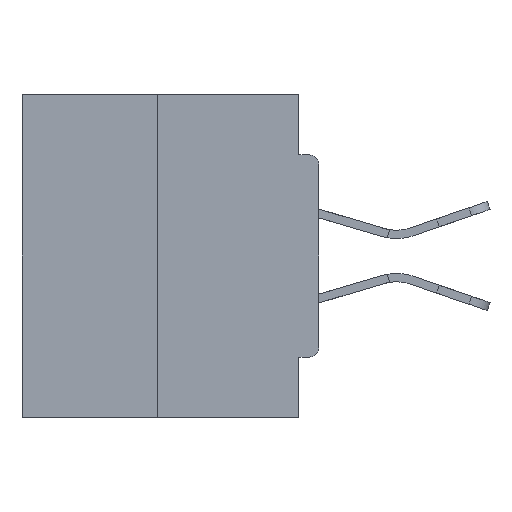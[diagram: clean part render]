
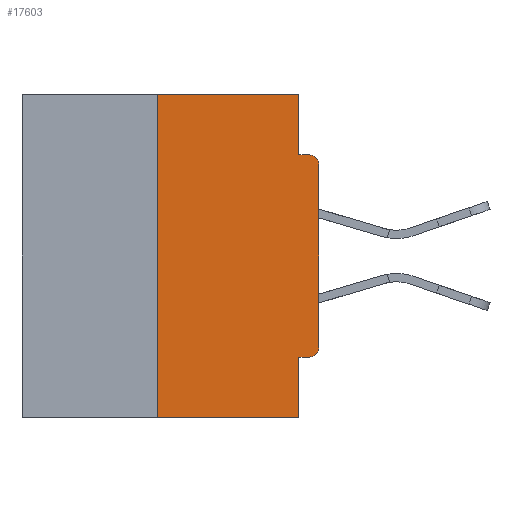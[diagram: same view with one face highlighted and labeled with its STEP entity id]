
A CAD part, left-side view. The second image highlights one B-rep face of the part: STEP entity #17603.
In plain terms, the highlighted planar face has unit normal (-1, 0, 0).
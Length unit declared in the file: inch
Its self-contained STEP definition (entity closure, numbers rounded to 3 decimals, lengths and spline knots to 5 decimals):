
#249 = VECTOR ( 'NONE', #29207, 39.37008 ) ;
#600 = VECTOR ( 'NONE', #19079, 39.37008 ) ;
#1073 = LINE ( 'NONE', #23115, #7120 ) ;
#1321 = EDGE_CURVE ( 'NONE', #14823, #34313, #22400, .T. ) ;
#1412 = ORIENTED_EDGE ( 'NONE', *, *, #7080, .T. ) ;
#1631 = CARTESIAN_POINT ( 'NONE',  ( 0., 0., 0. ) ) ;
#2251 = VERTEX_POINT ( 'NONE', #20270 ) ;
#2908 = ORIENTED_EDGE ( 'NONE', *, *, #18088, .F. ) ;
#3364 = ORIENTED_EDGE ( 'NONE', *, *, #19229, .F. ) ;
#3680 = EDGE_LOOP ( 'NONE', ( #3364, #34315, #10993, #13441, #19712, #34733, #1412, #27599, #33243, #2908 ) ) ;
#3955 = DIRECTION ( 'NONE',  ( 0., 1., 0. ) ) ;
#4291 = VERTEX_POINT ( 'NONE', #19704 ) ;
#4879 = LINE ( 'NONE', #1631, #23336 ) ;
#5037 = DIRECTION ( 'NONE',  ( 1., 0., 0. ) ) ;
#5165 = CARTESIAN_POINT ( 'NONE',  ( 0., 0.015, -0.3915 ) ) ;
#5276 = CARTESIAN_POINT ( 'NONE',  ( 0., 0., -0.0935 ) ) ;
#6907 = EDGE_CURVE ( 'NONE', #20858, #14823, #22535, .T. ) ;
#7080 = EDGE_CURVE ( 'NONE', #31297, #19602, #4879, .T. ) ;
#7120 = VECTOR ( 'NONE', #26005, 39.37008 ) ;
#7628 = FACE_OUTER_BOUND ( 'NONE', #3680, .T. ) ;
#7690 = DIRECTION ( 'NONE',  ( -1., 0., 0. ) ) ;
#7783 = PLANE ( 'NONE',  #21419 ) ;
#8074 = EDGE_CURVE ( 'NONE', #19602, #4291, #8699, .T. ) ;
#8137 = VECTOR ( 'NONE', #10925, 39.37008 ) ;
#8146 = CARTESIAN_POINT ( 'NONE',  ( 0., 0.25, 0. ) ) ;
#8366 = CARTESIAN_POINT ( 'NONE',  ( 0., 0.031, 0. ) ) ;
#8699 = CIRCLE ( 'NONE', #29200, 0.015 ) ;
#8981 = DIRECTION ( 'NONE',  ( 0., 0., -1. ) ) ;
#9535 = VECTOR ( 'NONE', #8981, 39.37008 ) ;
#9765 = LINE ( 'NONE', #8366, #19181 ) ;
#10123 = CARTESIAN_POINT ( 'NONE',  ( 0., 0.015, -0.1085 ) ) ;
#10190 = AXIS2_PLACEMENT_3D ( 'NONE', #5165, #18827, #34638 ) ;
#10291 = LINE ( 'NONE', #5276, #8137 ) ;
#10497 = CARTESIAN_POINT ( 'NONE',  ( 0., 0.031, -0.0935 ) ) ;
#10693 = EDGE_CURVE ( 'NONE', #23004, #4291, #10291, .T. ) ;
#10925 = DIRECTION ( 'NONE',  ( 0., -1., 0. ) ) ;
#10993 = ORIENTED_EDGE ( 'NONE', *, *, #31320, .T. ) ;
#12663 = CARTESIAN_POINT ( 'NONE',  ( 0., 0.46, -0.5 ) ) ;
#12671 = DIRECTION ( 'NONE',  ( 0., 0., 1. ) ) ;
#13441 = ORIENTED_EDGE ( 'NONE', *, *, #1321, .F. ) ;
#14571 = CARTESIAN_POINT ( 'NONE',  ( 0., 0., -0.1085 ) ) ;
#14823 = VERTEX_POINT ( 'NONE', #23018 ) ;
#15670 = LINE ( 'NONE', #12663, #249 ) ;
#15701 = DIRECTION ( 'NONE',  ( 0., 0., -1. ) ) ;
#16377 = DIRECTION ( 'NONE',  ( 0., 0., -1. ) ) ;
#17603 = ADVANCED_FACE ( 'NONE', ( #7628 ), #7783, .F. ) ;
#18088 = EDGE_CURVE ( 'NONE', #35028, #23004, #9765, .T. ) ;
#18540 = CARTESIAN_POINT ( 'NONE',  ( 0., 0., -0.3915 ) ) ;
#18827 = DIRECTION ( 'NONE',  ( -1., 0., 0. ) ) ;
#19075 = CARTESIAN_POINT ( 'NONE',  ( 0., 0.25, 0. ) ) ;
#19079 = DIRECTION ( 'NONE',  ( 0., 0., 1. ) ) ;
#19181 = VECTOR ( 'NONE', #16377, 39.37008 ) ;
#19229 = EDGE_CURVE ( 'NONE', #30825, #35028, #1073, .T. ) ;
#19602 = VERTEX_POINT ( 'NONE', #14571 ) ;
#19704 = CARTESIAN_POINT ( 'NONE',  ( 0., 0.015, -0.0935 ) ) ;
#19712 = ORIENTED_EDGE ( 'NONE', *, *, #6907, .F. ) ;
#20270 = CARTESIAN_POINT ( 'NONE',  ( 0., 0.25, -0.5 ) ) ;
#20858 = VERTEX_POINT ( 'NONE', #33144 ) ;
#21352 = CIRCLE ( 'NONE', #10190, 0.015 ) ;
#21419 = AXIS2_PLACEMENT_3D ( 'NONE', #32621, #5037, #24228 ) ;
#21932 = EDGE_CURVE ( 'NONE', #2251, #30825, #27634, .T. ) ;
#22400 = LINE ( 'NONE', #33451, #9535 ) ;
#22535 = LINE ( 'NONE', #28877, #24233 ) ;
#22846 = CARTESIAN_POINT ( 'NONE',  ( 0., 0.031, 0. ) ) ;
#23004 = VERTEX_POINT ( 'NONE', #10497 ) ;
#23018 = CARTESIAN_POINT ( 'NONE',  ( 0., 0.031, -0.4065 ) ) ;
#23115 = CARTESIAN_POINT ( 'NONE',  ( 0., 0.46, 0. ) ) ;
#23336 = VECTOR ( 'NONE', #12671, 39.37008 ) ;
#24228 = DIRECTION ( 'NONE',  ( 0., 0., -1. ) ) ;
#24233 = VECTOR ( 'NONE', #3955, 39.37008 ) ;
#26005 = DIRECTION ( 'NONE',  ( 0., -1., 0. ) ) ;
#27599 = ORIENTED_EDGE ( 'NONE', *, *, #8074, .T. ) ;
#27634 = LINE ( 'NONE', #8146, #600 ) ;
#27684 = CARTESIAN_POINT ( 'NONE',  ( 0., 0.031, -0.5 ) ) ;
#28877 = CARTESIAN_POINT ( 'NONE',  ( 0., 0., -0.4065 ) ) ;
#29200 = AXIS2_PLACEMENT_3D ( 'NONE', #10123, #7690, #15701 ) ;
#29207 = DIRECTION ( 'NONE',  ( 0., -1., 0. ) ) ;
#30713 = EDGE_CURVE ( 'NONE', #20858, #31297, #21352, .T. ) ;
#30825 = VERTEX_POINT ( 'NONE', #19075 ) ;
#31297 = VERTEX_POINT ( 'NONE', #18540 ) ;
#31320 = EDGE_CURVE ( 'NONE', #2251, #34313, #15670, .T. ) ;
#32621 = CARTESIAN_POINT ( 'NONE',  ( 0., 0.46, 0. ) ) ;
#33144 = CARTESIAN_POINT ( 'NONE',  ( 0., 0.015, -0.4065 ) ) ;
#33243 = ORIENTED_EDGE ( 'NONE', *, *, #10693, .F. ) ;
#33451 = CARTESIAN_POINT ( 'NONE',  ( 0., 0.031, -0.5 ) ) ;
#34313 = VERTEX_POINT ( 'NONE', #27684 ) ;
#34315 = ORIENTED_EDGE ( 'NONE', *, *, #21932, .F. ) ;
#34638 = DIRECTION ( 'NONE',  ( 0., 0., -1. ) ) ;
#34733 = ORIENTED_EDGE ( 'NONE', *, *, #30713, .T. ) ;
#35028 = VERTEX_POINT ( 'NONE', #22846 ) ;
